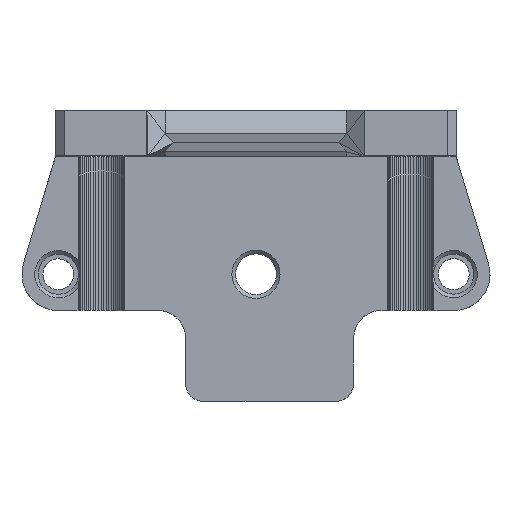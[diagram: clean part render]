
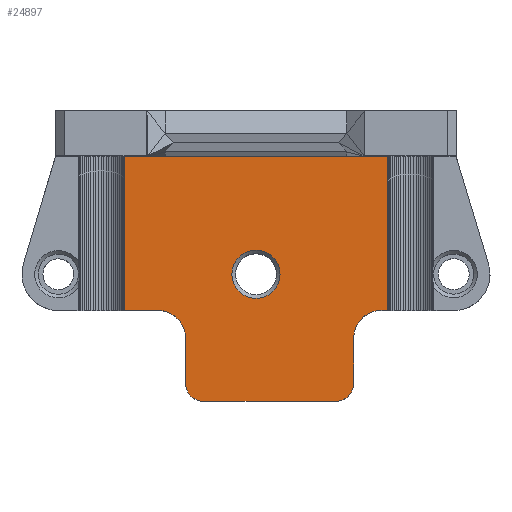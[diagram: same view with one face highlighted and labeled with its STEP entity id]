
A CAD part, top view. The second image highlights one B-rep face of the part: STEP entity #24897.
In plain terms, the highlighted planar face has unit normal (0, 0, 1).
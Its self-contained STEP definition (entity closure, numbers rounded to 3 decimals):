
#206=CIRCLE('',#26439,2.);
#207=CIRCLE('',#26442,2.);
#208=CIRCLE('',#26443,3.);
#209=CIRCLE('',#26444,3.);
#210=CIRCLE('',#26445,2.65);
#298=FACE_BOUND('',#1919,.T.);
#386=FACE_OUTER_BOUND('',#1918,.T.);
#1918=EDGE_LOOP('',(#16740,#16741,#16742,#16743,#16744,#16745,#16746,#16747,
#16748,#16749,#16750,#16751,#16752,#16753,#16754,#16755));
#1919=EDGE_LOOP('',(#16756));
#3868=LINE('',#35442,#7337);
#3871=LINE('',#35448,#7340);
#3872=LINE('',#35452,#7341);
#3873=LINE('',#35456,#7342);
#3874=LINE('',#35458,#7343);
#3875=LINE('',#35460,#7344);
#3876=LINE('',#35462,#7345);
#3877=LINE('',#35464,#7346);
#3878=LINE('',#35466,#7347);
#3879=LINE('',#35468,#7348);
#3880=LINE('',#35470,#7349);
#3881=LINE('',#35472,#7350);
#7337=VECTOR('',#28493,10.);
#7340=VECTOR('',#28498,10.);
#7341=VECTOR('',#28501,10.);
#7342=VECTOR('',#28504,10.);
#7343=VECTOR('',#28505,10.);
#7344=VECTOR('',#28506,10.);
#7345=VECTOR('',#28507,10.);
#7346=VECTOR('',#28508,10.);
#7347=VECTOR('',#28509,10.);
#7348=VECTOR('',#28510,10.);
#7349=VECTOR('',#28511,10.);
#7350=VECTOR('',#28512,10.);
#10797=VERTEX_POINT('',#35435);
#10798=VERTEX_POINT('',#35437);
#10799=VERTEX_POINT('',#35441);
#10801=VERTEX_POINT('',#35447);
#10802=VERTEX_POINT('',#35449);
#10803=VERTEX_POINT('',#35451);
#10804=VERTEX_POINT('',#35453);
#10805=VERTEX_POINT('',#35455);
#10806=VERTEX_POINT('',#35457);
#10807=VERTEX_POINT('',#35459);
#10808=VERTEX_POINT('',#35461);
#10809=VERTEX_POINT('',#35463);
#10810=VERTEX_POINT('',#35465);
#10811=VERTEX_POINT('',#35467);
#10812=VERTEX_POINT('',#35469);
#10813=VERTEX_POINT('',#35471);
#10814=VERTEX_POINT('',#35474);
#12991=EDGE_CURVE('',#10797,#10798,#206,.T.);
#12993=EDGE_CURVE('',#10799,#10798,#3868,.T.);
#12996=EDGE_CURVE('',#10801,#10797,#3871,.T.);
#12997=EDGE_CURVE('',#10802,#10801,#207,.T.);
#12998=EDGE_CURVE('',#10802,#10803,#3872,.T.);
#12999=EDGE_CURVE('',#10804,#10803,#208,.T.);
#13000=EDGE_CURVE('',#10804,#10805,#3873,.T.);
#13001=EDGE_CURVE('',#10805,#10806,#3874,.T.);
#13002=EDGE_CURVE('',#10807,#10806,#3875,.T.);
#13003=EDGE_CURVE('',#10808,#10807,#3876,.T.);
#13004=EDGE_CURVE('',#10808,#10809,#3877,.T.);
#13005=EDGE_CURVE('',#10810,#10809,#3878,.T.);
#13006=EDGE_CURVE('',#10811,#10810,#3879,.T.);
#13007=EDGE_CURVE('',#10811,#10812,#3880,.T.);
#13008=EDGE_CURVE('',#10812,#10813,#3881,.T.);
#13009=EDGE_CURVE('',#10799,#10813,#209,.T.);
#13010=EDGE_CURVE('',#10814,#10814,#210,.T.);
#16740=ORIENTED_EDGE('',*,*,#12991,.F.);
#16741=ORIENTED_EDGE('',*,*,#12996,.F.);
#16742=ORIENTED_EDGE('',*,*,#12997,.F.);
#16743=ORIENTED_EDGE('',*,*,#12998,.T.);
#16744=ORIENTED_EDGE('',*,*,#12999,.F.);
#16745=ORIENTED_EDGE('',*,*,#13000,.T.);
#16746=ORIENTED_EDGE('',*,*,#13001,.T.);
#16747=ORIENTED_EDGE('',*,*,#13002,.F.);
#16748=ORIENTED_EDGE('',*,*,#13003,.F.);
#16749=ORIENTED_EDGE('',*,*,#13004,.T.);
#16750=ORIENTED_EDGE('',*,*,#13005,.F.);
#16751=ORIENTED_EDGE('',*,*,#13006,.F.);
#16752=ORIENTED_EDGE('',*,*,#13007,.T.);
#16753=ORIENTED_EDGE('',*,*,#13008,.T.);
#16754=ORIENTED_EDGE('',*,*,#13009,.F.);
#16755=ORIENTED_EDGE('',*,*,#12993,.T.);
#16756=ORIENTED_EDGE('',*,*,#13010,.F.);
#23467=PLANE('',#26441);
#24897=ADVANCED_FACE('',(#386,#298),#23467,.T.);
#26439=AXIS2_PLACEMENT_3D('',#35438,#28488,#28489);
#26441=AXIS2_PLACEMENT_3D('',#35446,#28496,#28497);
#26442=AXIS2_PLACEMENT_3D('',#35450,#28499,#28500);
#26443=AXIS2_PLACEMENT_3D('',#35454,#28502,#28503);
#26444=AXIS2_PLACEMENT_3D('',#35473,#28513,#28514);
#26445=AXIS2_PLACEMENT_3D('',#35475,#28515,#28516);
#28488=DIRECTION('center_axis',(0.,0.,-1.));
#28489=DIRECTION('ref_axis',(-0.707,-0.707,0.));
#28493=DIRECTION('',(0.,-1.,0.));
#28496=DIRECTION('center_axis',(0.,0.,1.));
#28497=DIRECTION('ref_axis',(1.,0.,0.));
#28498=DIRECTION('',(-1.,0.,0.));
#28499=DIRECTION('center_axis',(0.,0.,-1.));
#28500=DIRECTION('ref_axis',(0.707,-0.707,0.));
#28501=DIRECTION('',(0.,1.,0.));
#28502=DIRECTION('center_axis',(0.,0.,1.));
#28503=DIRECTION('ref_axis',(-0.707,0.707,0.));
#28504=DIRECTION('',(1.,0.,0.));
#28505=DIRECTION('',(0.,1.,0.));
#28506=DIRECTION('',(1.,0.,0.));
#28507=DIRECTION('',(0.693,-0.721,0.));
#28508=DIRECTION('',(-1.,0.,0.));
#28509=DIRECTION('',(0.693,0.721,0.));
#28510=DIRECTION('',(1.,0.,0.));
#28511=DIRECTION('',(0.,-1.,0.));
#28512=DIRECTION('',(1.,0.,0.));
#28513=DIRECTION('center_axis',(0.,0.,1.));
#28514=DIRECTION('ref_axis',(0.707,0.707,0.));
#28515=DIRECTION('center_axis',(0.,0.,1.));
#28516=DIRECTION('ref_axis',(1.,0.,0.));
#35435=CARTESIAN_POINT('',(-4.702,110.051,66.803));
#35437=CARTESIAN_POINT('',(-6.703,112.051,66.803));
#35438=CARTESIAN_POINT('Origin',(-4.703,112.051,66.803));
#35441=CARTESIAN_POINT('',(-6.703,117.051,66.803));
#35442=CARTESIAN_POINT('',(-6.705,124.299,66.803));
#35446=CARTESIAN_POINT('Origin',(1.049,128.548,66.803));
#35447=CARTESIAN_POINT('',(9.804,110.053,66.803));
#35448=CARTESIAN_POINT('',(-20.702,110.048,66.803));
#35449=CARTESIAN_POINT('',(11.804,112.054,66.803));
#35450=CARTESIAN_POINT('Origin',(9.804,112.053,66.803));
#35451=CARTESIAN_POINT('',(11.803,117.054,66.803));
#35452=CARTESIAN_POINT('',(11.802,124.302,66.803));
#35453=CARTESIAN_POINT('',(14.802,120.054,66.803));
#35454=CARTESIAN_POINT('Origin',(14.803,117.054,66.803));
#35455=CARTESIAN_POINT('',(15.562,120.054,66.803));
#35456=CARTESIAN_POINT('',(11.926,120.054,66.803));
#35457=CARTESIAN_POINT('',(15.562,137.048,66.803));
#35458=CARTESIAN_POINT('',(15.562,132.798,66.803));
#35459=CARTESIAN_POINT('',(11.266,137.048,66.803));
#35460=CARTESIAN_POINT('',(8.259,137.048,66.803));
#35461=CARTESIAN_POINT('',(11.266,137.048,66.803));
#35462=CARTESIAN_POINT('',(10.769,137.565,66.803));
#35463=CARTESIAN_POINT('',(-9.179,137.048,66.803));
#35464=CARTESIAN_POINT('',(23.063,137.048,66.803));
#35465=CARTESIAN_POINT('',(-9.179,137.048,66.803));
#35466=CARTESIAN_POINT('',(-9.247,136.978,66.803));
#35467=CARTESIAN_POINT('',(-13.474,137.048,66.803));
#35468=CARTESIAN_POINT('',(-3.954,137.048,66.803));
#35469=CARTESIAN_POINT('',(-13.474,120.05,66.803));
#35470=CARTESIAN_POINT('',(-13.474,132.798,66.803));
#35471=CARTESIAN_POINT('',(-9.704,120.05,66.803));
#35472=CARTESIAN_POINT('',(-9.827,120.05,66.803));
#35473=CARTESIAN_POINT('Origin',(-9.703,117.05,66.803));
#35474=CARTESIAN_POINT('',(-1.604,124.048,66.803));
#35475=CARTESIAN_POINT('Origin',(1.046,124.048,66.803));
